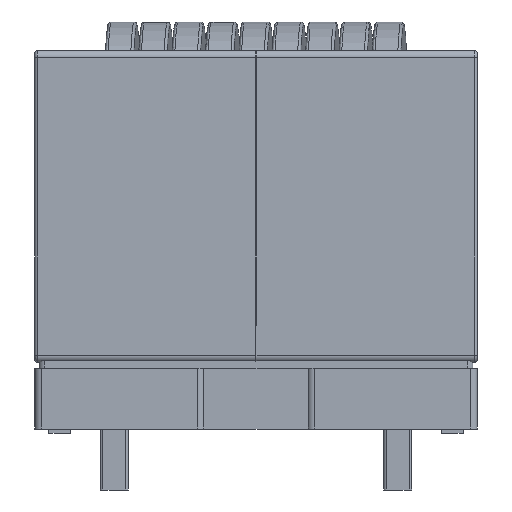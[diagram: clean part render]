
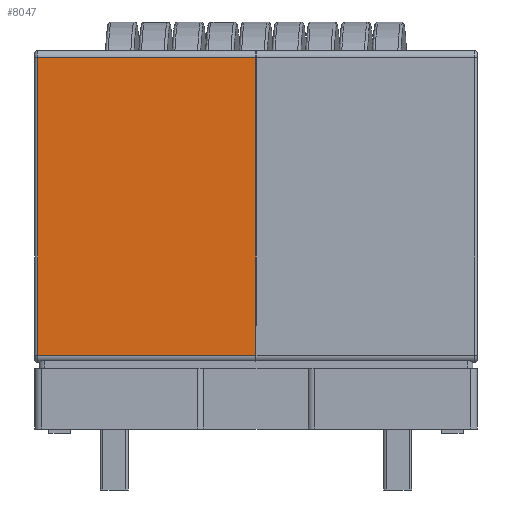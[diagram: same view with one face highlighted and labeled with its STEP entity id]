
A CAD part, left-side view. The second image highlights one B-rep face of the part: STEP entity #8047.
In plain terms, the highlighted face is planar.
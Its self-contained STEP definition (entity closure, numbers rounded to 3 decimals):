
#1749=ORIENTED_EDGE('',*,*,#3853,.T.);
#1750=ORIENTED_EDGE('',*,*,#3854,.T.);
#1751=ORIENTED_EDGE('',*,*,#3855,.T.);
#1752=ORIENTED_EDGE('',*,*,#3842,.F.);
#3842=EDGE_CURVE('',#4928,#4929,#5718,.T.);
#3853=EDGE_CURVE('',#4928,#4936,#5722,.F.);
#3854=EDGE_CURVE('',#4936,#4937,#5723,.T.);
#3855=EDGE_CURVE('',#4937,#4929,#5724,.T.);
#4928=VERTEX_POINT('',#20314);
#4929=VERTEX_POINT('',#20316);
#4936=VERTEX_POINT('',#20336);
#4937=VERTEX_POINT('',#20338);
#5718=LINE('',#20315,#6273);
#5722=LINE('',#20335,#6277);
#5723=LINE('',#20337,#6278);
#5724=LINE('',#20339,#6279);
#6273=VECTOR('',#11391,1000.);
#6277=VECTOR('',#11413,1000.);
#6278=VECTOR('',#11414,1000.);
#6279=VECTOR('',#11415,1000.);
#6748=EDGE_LOOP('',(#1749,#1750,#1751,#1752));
#7275=FACE_BOUND('',#6748,.T.);
#7762=PLANE('',#10591);
#8047=ADVANCED_FACE('',(#7275),#7762,.T.);
#10591=AXIS2_PLACEMENT_3D('',#20334,#11411,#11412);
#11391=DIRECTION('',(0.,-1.,0.));
#11411=DIRECTION('',(1.,0.,0.));
#11412=DIRECTION('',(0.,1.,0.));
#11413=DIRECTION('',(0.,0.,-1.));
#11414=DIRECTION('',(0.,-1.,0.));
#11415=DIRECTION('',(0.,0.,-1.));
#20314=CARTESIAN_POINT('',(16.,10.5,-7.8));
#20315=CARTESIAN_POINT('',(16.,11.,-7.8));
#20316=CARTESIAN_POINT('',(16.,-10.5,-7.8));
#20334=CARTESIAN_POINT('',(16.,11.,7.8));
#20335=CARTESIAN_POINT('',(16.,10.5,7.8));
#20336=CARTESIAN_POINT('',(16.,10.5,7.6));
#20337=CARTESIAN_POINT('',(16.,-10.5,7.6));
#20338=CARTESIAN_POINT('',(16.,-10.5,7.6));
#20339=CARTESIAN_POINT('',(16.,-10.5,7.8));
